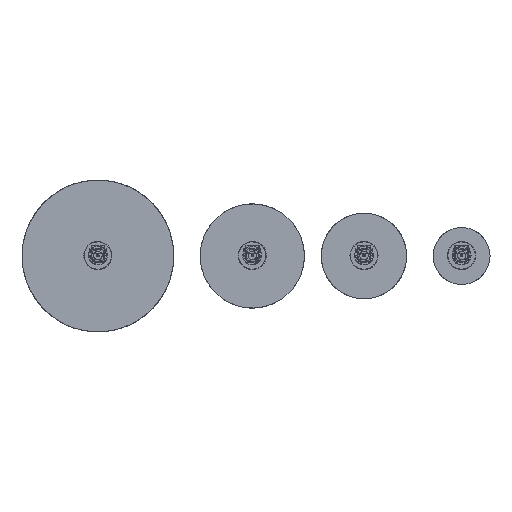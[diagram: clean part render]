
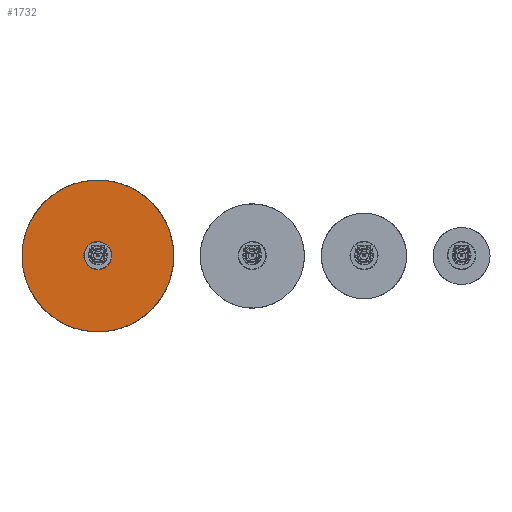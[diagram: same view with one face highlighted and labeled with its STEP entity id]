
A CAD part, top view. The second image highlights one B-rep face of the part: STEP entity #1732.
In plain terms, the highlighted planar face has unit normal (0, 0, 1).
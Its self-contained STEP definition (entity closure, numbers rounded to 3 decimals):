
#536=FACE_BOUND('',#5079,.T.);
#1732=ADVANCED_FACE('',(#3334,#536),#25356,.T.);
#3334=FACE_OUTER_BOUND('',#5078,.T.);
#5078=EDGE_LOOP('',(#11442,#11443));
#5079=EDGE_LOOP('',(#11444,#11445));
#11442=ORIENTED_EDGE('',*,*,#16796,.F.);
#11443=ORIENTED_EDGE('',*,*,#16800,.F.);
#11444=ORIENTED_EDGE('',*,*,#16803,.T.);
#11445=ORIENTED_EDGE('',*,*,#16794,.T.);
#16794=EDGE_CURVE('',#24095,#24094,#21626,.T.);
#16796=EDGE_CURVE('',#24096,#24097,#21627,.T.);
#16800=EDGE_CURVE('',#24097,#24096,#21629,.T.);
#16803=EDGE_CURVE('',#24094,#24095,#21632,.T.);
#21626=(
BOUNDED_CURVE()
B_SPLINE_CURVE(2,(#54804,#54805,#54806,#54807,#54808),.UNSPECIFIED.,.F.,
 .F.)
B_SPLINE_CURVE_WITH_KNOTS((3,2,3),(-22.777,-11.388,0.),
 .UNSPECIFIED.)
CURVE()
GEOMETRIC_REPRESENTATION_ITEM()
RATIONAL_B_SPLINE_CURVE((1.,0.707,1.,0.707,1.))
REPRESENTATION_ITEM('')
);
#21627=(
BOUNDED_CURVE()
B_SPLINE_CURVE(2,(#54811,#54812,#54813,#54814,#54815),.UNSPECIFIED.,.F.,
 .F.)
B_SPLINE_CURVE_WITH_KNOTS((3,2,3),(-1356.54,-678.27,
0.),.UNSPECIFIED.)
CURVE()
GEOMETRIC_REPRESENTATION_ITEM()
RATIONAL_B_SPLINE_CURVE((1.,0.707,1.,0.707,1.))
REPRESENTATION_ITEM('')
);
#21629=(
BOUNDED_CURVE()
B_SPLINE_CURVE(2,(#54825,#54826,#54827,#54828,#54829),.UNSPECIFIED.,.F.,
 .F.)
B_SPLINE_CURVE_WITH_KNOTS((3,2,3),(-1356.54,-678.27,
0.),.UNSPECIFIED.)
CURVE()
GEOMETRIC_REPRESENTATION_ITEM()
RATIONAL_B_SPLINE_CURVE((1.,0.707,1.,0.707,1.))
REPRESENTATION_ITEM('')
);
#21632=(
BOUNDED_CURVE()
B_SPLINE_CURVE(2,(#54840,#54841,#54842,#54843,#54844),.UNSPECIFIED.,.F.,
 .F.)
B_SPLINE_CURVE_WITH_KNOTS((3,2,3),(-22.777,-11.388,0.),
 .UNSPECIFIED.)
CURVE()
GEOMETRIC_REPRESENTATION_ITEM()
RATIONAL_B_SPLINE_CURVE((1.,0.707,1.,0.707,1.))
REPRESENTATION_ITEM('')
);
#24094=VERTEX_POINT('',#54791);
#24095=VERTEX_POINT('',#54792);
#24096=VERTEX_POINT('',#54793);
#24097=VERTEX_POINT('',#54794);
#25356=PLANE('',#28206);
#28206=AXIS2_PLACEMENT_3D('',#54769,#28911,$);
#28911=DIRECTION('',(0.,0.,1.));
#54769=CARTESIAN_POINT('',(-1403.367,-449.065,101.241));
#54791=CARTESIAN_POINT('',(-922.973,38.146,101.241));
#54792=CARTESIAN_POINT('',(-909.339,38.146,101.241));
#54793=CARTESIAN_POINT('',(-1322.164,38.146,101.241));
#54794=CARTESIAN_POINT('',(-510.148,38.146,101.241));
#54804=CARTESIAN_POINT('',(-909.339,38.146,101.241));
#54805=CARTESIAN_POINT('',(-909.339,31.329,101.241));
#54806=CARTESIAN_POINT('',(-916.156,31.329,101.241));
#54807=CARTESIAN_POINT('',(-922.973,31.329,101.241));
#54808=CARTESIAN_POINT('',(-922.973,38.146,101.241));
#54811=CARTESIAN_POINT('',(-1322.164,38.146,101.241));
#54812=CARTESIAN_POINT('',(-1322.164,444.155,101.241));
#54813=CARTESIAN_POINT('',(-916.156,444.155,101.241));
#54814=CARTESIAN_POINT('',(-510.148,444.155,101.241));
#54815=CARTESIAN_POINT('',(-510.148,38.146,101.241));
#54825=CARTESIAN_POINT('',(-510.148,38.146,101.241));
#54826=CARTESIAN_POINT('',(-510.148,-367.862,101.241));
#54827=CARTESIAN_POINT('',(-916.156,-367.862,101.241));
#54828=CARTESIAN_POINT('',(-1322.164,-367.862,101.241));
#54829=CARTESIAN_POINT('',(-1322.164,38.146,101.241));
#54840=CARTESIAN_POINT('',(-922.973,38.146,101.241));
#54841=CARTESIAN_POINT('',(-922.973,44.963,101.241));
#54842=CARTESIAN_POINT('',(-916.156,44.963,101.241));
#54843=CARTESIAN_POINT('',(-909.339,44.963,101.241));
#54844=CARTESIAN_POINT('',(-909.339,38.146,101.241));
